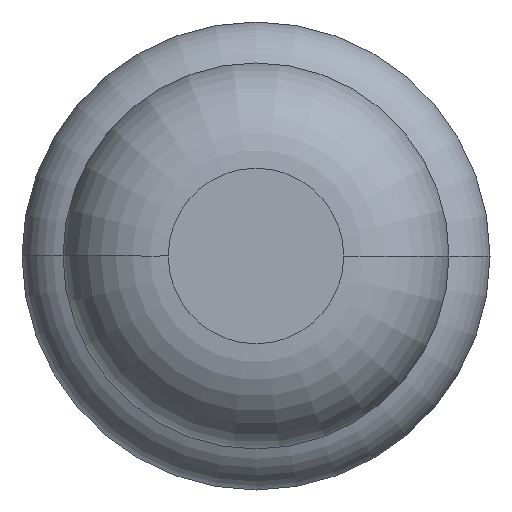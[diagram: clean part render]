
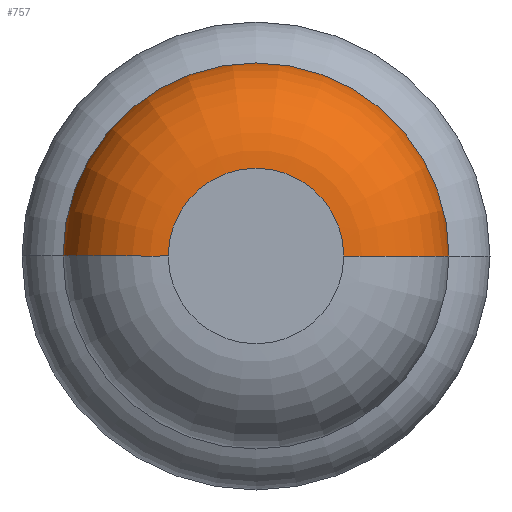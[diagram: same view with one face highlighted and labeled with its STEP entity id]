
A CAD part, front view. The second image highlights one B-rep face of the part: STEP entity #757.
In plain terms, the highlighted toroidal (fillet/blend) face has major radius 0.375 mm and minor radius 0.45 mm.
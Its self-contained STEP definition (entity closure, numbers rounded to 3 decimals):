
#32 = VERTEX_POINT ( 'NONE', #1902 ) ;
#266 = EDGE_CURVE ( 'NONE', #32, #2692, #2144, .T. ) ;
#280 = EDGE_LOOP ( 'NONE', ( #2189, #2918, #1468, #438 ) ) ;
#438 = ORIENTED_EDGE ( 'NONE', *, *, #3188, .F. ) ;
#757 = ADVANCED_FACE ( 'Defeature ausgef�hrt1_7', ( #2051 ), #2455, .T. ) ;
#791 = CIRCLE ( 'NONE', #997, 0.825 ) ;
#997 = AXIS2_PLACEMENT_3D ( 'NONE', #1889, #1081, #2681 ) ;
#1081 = DIRECTION ( 'NONE',  ( 0., -1., 0. ) ) ;
#1101 = VERTEX_POINT ( 'NONE', #3111 ) ;
#1281 = CARTESIAN_POINT ( 'NONE',  ( 0.375, -31.55, 0. ) ) ;
#1468 = ORIENTED_EDGE ( 'NONE', *, *, #1673, .F. ) ;
#1479 = CARTESIAN_POINT ( 'NONE',  ( 0., -31.55, 0. ) ) ;
#1509 = CARTESIAN_POINT ( 'NONE',  ( 0., -32., 0. ) ) ;
#1514 = DIRECTION ( 'NONE',  ( 0., 0., 1. ) ) ;
#1584 = DIRECTION ( 'NONE',  ( 0., 0., -1. ) ) ;
#1673 = EDGE_CURVE ( 'Defeature ausgef�hrt1_6+Defeature ausgef�hrt1_7+Defeature ausgef�hrt1_7+Defeature ausgef�hrt1_7', #3310, #2692, #1760, .T. ) ;
#1760 = CIRCLE ( 'NONE', #2782, 0.375 ) ;
#1798 = DIRECTION ( 'NONE',  ( 1., 0., 0. ) ) ;
#1836 = EDGE_CURVE ( 'Defeature ausgef�hrt1_7+Defeature ausgef�hrt1_8+Defeature ausgef�hrt1_8+Defeature ausgef�hrt1_8', #1101, #32, #791, .T. ) ;
#1889 = CARTESIAN_POINT ( 'NONE',  ( 0., -31.55, 0. ) ) ;
#1902 = CARTESIAN_POINT ( 'NONE',  ( -0.825, -31.55, 0. ) ) ;
#1915 = CIRCLE ( 'NONE', #2609, 0.45 ) ;
#2051 = FACE_OUTER_BOUND ( 'NONE', #280, .T. ) ;
#2059 = DIRECTION ( 'NONE',  ( 1., 0., 0. ) ) ;
#2129 = CARTESIAN_POINT ( 'NONE',  ( -0.375, -32., 0. ) ) ;
#2144 = CIRCLE ( 'NONE', #2975, 0.45 ) ;
#2189 = ORIENTED_EDGE ( 'NONE', *, *, #1836, .T. ) ;
#2435 = CARTESIAN_POINT ( 'NONE',  ( 0.375, -32., 0. ) ) ;
#2445 = AXIS2_PLACEMENT_3D ( 'NONE', #1479, #2533, #3015 ) ;
#2455 = TOROIDAL_SURFACE ( 'NONE', #2445, 0.375, 0.45 ) ;
#2533 = DIRECTION ( 'NONE',  ( 0., -1., 0. ) ) ;
#2609 = AXIS2_PLACEMENT_3D ( 'NONE', #1281, #1584, #3415 ) ;
#2681 = DIRECTION ( 'NONE',  ( 1., 0., 0. ) ) ;
#2692 = VERTEX_POINT ( 'NONE', #2129 ) ;
#2782 = AXIS2_PLACEMENT_3D ( 'NONE', #1509, #2845, #1798 ) ;
#2845 = DIRECTION ( 'NONE',  ( 0., -1., 0. ) ) ;
#2918 = ORIENTED_EDGE ( 'NONE', *, *, #266, .T. ) ;
#2975 = AXIS2_PLACEMENT_3D ( 'NONE', #3340, #1514, #2059 ) ;
#3015 = DIRECTION ( 'NONE',  ( 1., 0., 0. ) ) ;
#3111 = CARTESIAN_POINT ( 'NONE',  ( 0.825, -31.55, 0. ) ) ;
#3188 = EDGE_CURVE ( 'NONE', #1101, #3310, #1915, .T. ) ;
#3310 = VERTEX_POINT ( 'NONE', #2435 ) ;
#3340 = CARTESIAN_POINT ( 'NONE',  ( -0.375, -31.55, 0. ) ) ;
#3415 = DIRECTION ( 'NONE',  ( -1., 0., 0. ) ) ;
